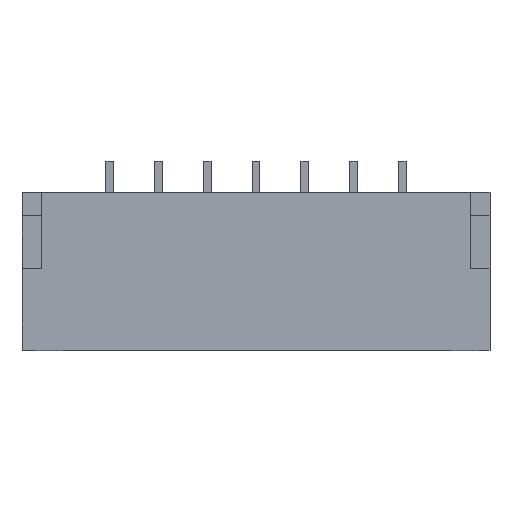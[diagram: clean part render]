
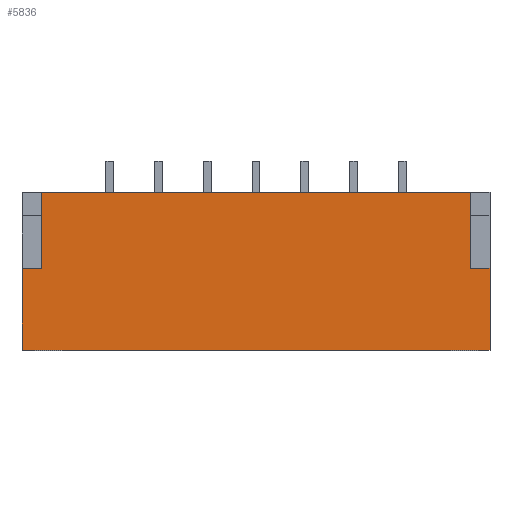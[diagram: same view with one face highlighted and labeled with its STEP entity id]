
A CAD part, top view. The second image highlights one B-rep face of the part: STEP entity #5836.
In plain terms, the highlighted planar face has unit normal (0, 0, 1).
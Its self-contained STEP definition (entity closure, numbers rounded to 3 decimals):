
#974 = PLANE('',#975);
#975 = AXIS2_PLACEMENT_3D('',#976,#977,#978);
#976 = CARTESIAN_POINT('',(-6.,-2.75,0.1));
#977 = DIRECTION('',(1.,0.,0.));
#978 = DIRECTION('',(0.,0.,1.));
#1002 = PLANE('',#1003);
#1003 = AXIS2_PLACEMENT_3D('',#1004,#1005,#1006);
#1004 = CARTESIAN_POINT('',(6.,1.3,4.35));
#1005 = DIRECTION('',(0.,-1.,0.));
#1006 = DIRECTION('',(1.,0.,0.));
#1030 = PLANE('',#1031);
#1031 = AXIS2_PLACEMENT_3D('',#1032,#1033,#1034);
#1032 = CARTESIAN_POINT('',(6.,-2.75,0.1));
#1033 = DIRECTION('',(-1.,0.,0.));
#1034 = DIRECTION('',(0.,-1.,0.));
#1608 = VERTEX_POINT('',#1609);
#1609 = CARTESIAN_POINT('',(-6.,-2.75,4.35));
#1623 = PLANE('',#1624);
#1624 = AXIS2_PLACEMENT_3D('',#1625,#1626,#1627);
#1625 = CARTESIAN_POINT('',(6.,-2.75,4.35));
#1626 = DIRECTION('',(0.,-1.,0.));
#1627 = DIRECTION('',(1.,0.,0.));
#1635 = EDGE_CURVE('',#1608,#1636,#1638,.T.);
#1636 = VERTEX_POINT('',#1637);
#1637 = CARTESIAN_POINT('',(-6.,-0.65,4.35));
#1638 = SURFACE_CURVE('',#1639,(#1643,#1650),.PCURVE_S1.);
#1639 = LINE('',#1640,#1641);
#1640 = CARTESIAN_POINT('',(-6.,-2.75,4.35));
#1641 = VECTOR('',#1642,1.);
#1642 = DIRECTION('',(0.,1.,0.));
#1643 = PCURVE('',#974,#1644);
#1644 = DEFINITIONAL_REPRESENTATION('',(#1645),#1649);
#1645 = LINE('',#1646,#1647);
#1646 = CARTESIAN_POINT('',(4.25,0.));
#1647 = VECTOR('',#1648,1.);
#1648 = DIRECTION('',(0.,-1.));
#1649 = ( GEOMETRIC_REPRESENTATION_CONTEXT(2) 
PARAMETRIC_REPRESENTATION_CONTEXT() REPRESENTATION_CONTEXT('2D SPACE',''
  ) );
#1650 = PCURVE('',#1651,#1656);
#1651 = PLANE('',#1652);
#1652 = AXIS2_PLACEMENT_3D('',#1653,#1654,#1655);
#1653 = CARTESIAN_POINT('',(6.,-2.75,4.35));
#1654 = DIRECTION('',(0.,0.,-1.));
#1655 = DIRECTION('',(0.,1.,0.));
#1656 = DEFINITIONAL_REPRESENTATION('',(#1657),#1661);
#1657 = LINE('',#1658,#1659);
#1658 = CARTESIAN_POINT('',(0.,-12.));
#1659 = VECTOR('',#1660,1.);
#1660 = DIRECTION('',(1.,0.));
#1661 = ( GEOMETRIC_REPRESENTATION_CONTEXT(2) 
PARAMETRIC_REPRESENTATION_CONTEXT() REPRESENTATION_CONTEXT('2D SPACE',''
  ) );
#1679 = PLANE('',#1680);
#1680 = AXIS2_PLACEMENT_3D('',#1681,#1682,#1683);
#1681 = CARTESIAN_POINT('',(-5.5,-0.65,4.35));
#1682 = DIRECTION('',(0.,1.,0.));
#1683 = DIRECTION('',(-1.,0.,0.));
#2258 = VERTEX_POINT('',#2259);
#2259 = CARTESIAN_POINT('',(6.,-0.65,4.35));
#2273 = PLANE('',#2274);
#2274 = AXIS2_PLACEMENT_3D('',#2275,#2276,#2277);
#2275 = CARTESIAN_POINT('',(5.5,-0.65,4.35));
#2276 = DIRECTION('',(0.,-1.,0.));
#2277 = DIRECTION('',(1.,0.,0.));
#2285 = EDGE_CURVE('',#2286,#2258,#2288,.T.);
#2286 = VERTEX_POINT('',#2287);
#2287 = CARTESIAN_POINT('',(6.,-2.75,4.35));
#2288 = SURFACE_CURVE('',#2289,(#2293,#2300),.PCURVE_S1.);
#2289 = LINE('',#2290,#2291);
#2290 = CARTESIAN_POINT('',(6.,-2.75,4.35));
#2291 = VECTOR('',#2292,1.);
#2292 = DIRECTION('',(0.,1.,0.));
#2293 = PCURVE('',#1030,#2294);
#2294 = DEFINITIONAL_REPRESENTATION('',(#2295),#2299);
#2295 = LINE('',#2296,#2297);
#2296 = CARTESIAN_POINT('',(0.,4.25));
#2297 = VECTOR('',#2298,1.);
#2298 = DIRECTION('',(-1.,0.));
#2299 = ( GEOMETRIC_REPRESENTATION_CONTEXT(2) 
PARAMETRIC_REPRESENTATION_CONTEXT() REPRESENTATION_CONTEXT('2D SPACE',''
  ) );
#2300 = PCURVE('',#1651,#2301);
#2301 = DEFINITIONAL_REPRESENTATION('',(#2302),#2306);
#2302 = LINE('',#2303,#2304);
#2303 = CARTESIAN_POINT('',(0.,0.));
#2304 = VECTOR('',#2305,1.);
#2305 = DIRECTION('',(1.,0.));
#2306 = ( GEOMETRIC_REPRESENTATION_CONTEXT(2) 
PARAMETRIC_REPRESENTATION_CONTEXT() REPRESENTATION_CONTEXT('2D SPACE',''
  ) );
#2661 = VERTEX_POINT('',#2662);
#2662 = CARTESIAN_POINT('',(-5.5,1.3,4.35));
#2676 = PLANE('',#2677);
#2677 = AXIS2_PLACEMENT_3D('',#2678,#2679,#2680);
#2678 = CARTESIAN_POINT('',(-5.5,-0.65,4.35));
#2679 = DIRECTION('',(-1.,0.,0.));
#2680 = DIRECTION('',(0.,1.,0.));
#2688 = EDGE_CURVE('',#2689,#2661,#2691,.T.);
#2689 = VERTEX_POINT('',#2690);
#2690 = CARTESIAN_POINT('',(5.5,1.3,4.35));
#2691 = SURFACE_CURVE('',#2692,(#2696,#2703),.PCURVE_S1.);
#2692 = LINE('',#2693,#2694);
#2693 = CARTESIAN_POINT('',(6.,1.3,4.35));
#2694 = VECTOR('',#2695,1.);
#2695 = DIRECTION('',(-1.,0.,0.));
#2696 = PCURVE('',#1002,#2697);
#2697 = DEFINITIONAL_REPRESENTATION('',(#2698),#2702);
#2698 = LINE('',#2699,#2700);
#2699 = CARTESIAN_POINT('',(0.,0.));
#2700 = VECTOR('',#2701,1.);
#2701 = DIRECTION('',(-1.,0.));
#2702 = ( GEOMETRIC_REPRESENTATION_CONTEXT(2) 
PARAMETRIC_REPRESENTATION_CONTEXT() REPRESENTATION_CONTEXT('2D SPACE',''
  ) );
#2703 = PCURVE('',#1651,#2704);
#2704 = DEFINITIONAL_REPRESENTATION('',(#2705),#2709);
#2705 = LINE('',#2706,#2707);
#2706 = CARTESIAN_POINT('',(4.05,0.));
#2707 = VECTOR('',#2708,1.);
#2708 = DIRECTION('',(0.,-1.));
#2709 = ( GEOMETRIC_REPRESENTATION_CONTEXT(2) 
PARAMETRIC_REPRESENTATION_CONTEXT() REPRESENTATION_CONTEXT('2D SPACE',''
  ) );
#2727 = PLANE('',#2728);
#2728 = AXIS2_PLACEMENT_3D('',#2729,#2730,#2731);
#2729 = CARTESIAN_POINT('',(5.5,-0.65,4.35));
#2730 = DIRECTION('',(1.,0.,0.));
#2731 = DIRECTION('',(0.,1.,0.));
#5048 = EDGE_CURVE('',#5049,#1636,#5051,.T.);
#5049 = VERTEX_POINT('',#5050);
#5050 = CARTESIAN_POINT('',(-5.5,-0.65,4.35));
#5051 = SURFACE_CURVE('',#5052,(#5056,#5063),.PCURVE_S1.);
#5052 = LINE('',#5053,#5054);
#5053 = CARTESIAN_POINT('',(-5.5,-0.65,4.35));
#5054 = VECTOR('',#5055,1.);
#5055 = DIRECTION('',(-1.,0.,0.));
#5056 = PCURVE('',#1679,#5057);
#5057 = DEFINITIONAL_REPRESENTATION('',(#5058),#5062);
#5058 = LINE('',#5059,#5060);
#5059 = CARTESIAN_POINT('',(0.,0.));
#5060 = VECTOR('',#5061,1.);
#5061 = DIRECTION('',(1.,0.));
#5062 = ( GEOMETRIC_REPRESENTATION_CONTEXT(2) 
PARAMETRIC_REPRESENTATION_CONTEXT() REPRESENTATION_CONTEXT('2D SPACE',''
  ) );
#5063 = PCURVE('',#1651,#5064);
#5064 = DEFINITIONAL_REPRESENTATION('',(#5065),#5069);
#5065 = LINE('',#5066,#5067);
#5066 = CARTESIAN_POINT('',(2.1,-11.5));
#5067 = VECTOR('',#5068,1.);
#5068 = DIRECTION('',(0.,-1.));
#5069 = ( GEOMETRIC_REPRESENTATION_CONTEXT(2) 
PARAMETRIC_REPRESENTATION_CONTEXT() REPRESENTATION_CONTEXT('2D SPACE',''
  ) );
#5349 = EDGE_CURVE('',#2286,#1608,#5350,.T.);
#5350 = SURFACE_CURVE('',#5351,(#5355,#5362),.PCURVE_S1.);
#5351 = LINE('',#5352,#5353);
#5352 = CARTESIAN_POINT('',(6.,-2.75,4.35));
#5353 = VECTOR('',#5354,1.);
#5354 = DIRECTION('',(-1.,0.,0.));
#5355 = PCURVE('',#1623,#5356);
#5356 = DEFINITIONAL_REPRESENTATION('',(#5357),#5361);
#5357 = LINE('',#5358,#5359);
#5358 = CARTESIAN_POINT('',(0.,0.));
#5359 = VECTOR('',#5360,1.);
#5360 = DIRECTION('',(-1.,0.));
#5361 = ( GEOMETRIC_REPRESENTATION_CONTEXT(2) 
PARAMETRIC_REPRESENTATION_CONTEXT() REPRESENTATION_CONTEXT('2D SPACE',''
  ) );
#5362 = PCURVE('',#1651,#5363);
#5363 = DEFINITIONAL_REPRESENTATION('',(#5364),#5368);
#5364 = LINE('',#5365,#5366);
#5365 = CARTESIAN_POINT('',(0.,0.));
#5366 = VECTOR('',#5367,1.);
#5367 = DIRECTION('',(0.,-1.));
#5368 = ( GEOMETRIC_REPRESENTATION_CONTEXT(2) 
PARAMETRIC_REPRESENTATION_CONTEXT() REPRESENTATION_CONTEXT('2D SPACE',''
  ) );
#5836 = ADVANCED_FACE('',(#5837),#1651,.F.);
#5837 = FACE_BOUND('',#5838,.T.);
#5838 = EDGE_LOOP('',(#5839,#5840,#5841,#5842,#5843,#5866,#5887,#5888));
#5839 = ORIENTED_EDGE('',*,*,#5048,.T.);
#5840 = ORIENTED_EDGE('',*,*,#1635,.F.);
#5841 = ORIENTED_EDGE('',*,*,#5349,.F.);
#5842 = ORIENTED_EDGE('',*,*,#2285,.T.);
#5843 = ORIENTED_EDGE('',*,*,#5844,.F.);
#5844 = EDGE_CURVE('',#5845,#2258,#5847,.T.);
#5845 = VERTEX_POINT('',#5846);
#5846 = CARTESIAN_POINT('',(5.5,-0.65,4.35));
#5847 = SURFACE_CURVE('',#5848,(#5852,#5859),.PCURVE_S1.);
#5848 = LINE('',#5849,#5850);
#5849 = CARTESIAN_POINT('',(5.5,-0.65,4.35));
#5850 = VECTOR('',#5851,1.);
#5851 = DIRECTION('',(1.,0.,0.));
#5852 = PCURVE('',#1651,#5853);
#5853 = DEFINITIONAL_REPRESENTATION('',(#5854),#5858);
#5854 = LINE('',#5855,#5856);
#5855 = CARTESIAN_POINT('',(2.1,-0.5));
#5856 = VECTOR('',#5857,1.);
#5857 = DIRECTION('',(0.,1.));
#5858 = ( GEOMETRIC_REPRESENTATION_CONTEXT(2) 
PARAMETRIC_REPRESENTATION_CONTEXT() REPRESENTATION_CONTEXT('2D SPACE',''
  ) );
#5859 = PCURVE('',#2273,#5860);
#5860 = DEFINITIONAL_REPRESENTATION('',(#5861),#5865);
#5861 = LINE('',#5862,#5863);
#5862 = CARTESIAN_POINT('',(0.,0.));
#5863 = VECTOR('',#5864,1.);
#5864 = DIRECTION('',(1.,0.));
#5865 = ( GEOMETRIC_REPRESENTATION_CONTEXT(2) 
PARAMETRIC_REPRESENTATION_CONTEXT() REPRESENTATION_CONTEXT('2D SPACE',''
  ) );
#5866 = ORIENTED_EDGE('',*,*,#5867,.F.);
#5867 = EDGE_CURVE('',#2689,#5845,#5868,.T.);
#5868 = SURFACE_CURVE('',#5869,(#5873,#5880),.PCURVE_S1.);
#5869 = LINE('',#5870,#5871);
#5870 = CARTESIAN_POINT('',(5.5,1.3,4.35));
#5871 = VECTOR('',#5872,1.);
#5872 = DIRECTION('',(0.,-1.,0.));
#5873 = PCURVE('',#1651,#5874);
#5874 = DEFINITIONAL_REPRESENTATION('',(#5875),#5879);
#5875 = LINE('',#5876,#5877);
#5876 = CARTESIAN_POINT('',(4.05,-0.5));
#5877 = VECTOR('',#5878,1.);
#5878 = DIRECTION('',(-1.,0.));
#5879 = ( GEOMETRIC_REPRESENTATION_CONTEXT(2) 
PARAMETRIC_REPRESENTATION_CONTEXT() REPRESENTATION_CONTEXT('2D SPACE',''
  ) );
#5880 = PCURVE('',#2727,#5881);
#5881 = DEFINITIONAL_REPRESENTATION('',(#5882),#5886);
#5882 = LINE('',#5883,#5884);
#5883 = CARTESIAN_POINT('',(1.95,0.));
#5884 = VECTOR('',#5885,1.);
#5885 = DIRECTION('',(-1.,0.));
#5886 = ( GEOMETRIC_REPRESENTATION_CONTEXT(2) 
PARAMETRIC_REPRESENTATION_CONTEXT() REPRESENTATION_CONTEXT('2D SPACE',''
  ) );
#5887 = ORIENTED_EDGE('',*,*,#2688,.T.);
#5888 = ORIENTED_EDGE('',*,*,#5889,.T.);
#5889 = EDGE_CURVE('',#2661,#5049,#5890,.T.);
#5890 = SURFACE_CURVE('',#5891,(#5895,#5902),.PCURVE_S1.);
#5891 = LINE('',#5892,#5893);
#5892 = CARTESIAN_POINT('',(-5.5,1.3,4.35));
#5893 = VECTOR('',#5894,1.);
#5894 = DIRECTION('',(0.,-1.,0.));
#5895 = PCURVE('',#1651,#5896);
#5896 = DEFINITIONAL_REPRESENTATION('',(#5897),#5901);
#5897 = LINE('',#5898,#5899);
#5898 = CARTESIAN_POINT('',(4.05,-11.5));
#5899 = VECTOR('',#5900,1.);
#5900 = DIRECTION('',(-1.,0.));
#5901 = ( GEOMETRIC_REPRESENTATION_CONTEXT(2) 
PARAMETRIC_REPRESENTATION_CONTEXT() REPRESENTATION_CONTEXT('2D SPACE',''
  ) );
#5902 = PCURVE('',#2676,#5903);
#5903 = DEFINITIONAL_REPRESENTATION('',(#5904),#5908);
#5904 = LINE('',#5905,#5906);
#5905 = CARTESIAN_POINT('',(1.95,0.));
#5906 = VECTOR('',#5907,1.);
#5907 = DIRECTION('',(-1.,0.));
#5908 = ( GEOMETRIC_REPRESENTATION_CONTEXT(2) 
PARAMETRIC_REPRESENTATION_CONTEXT() REPRESENTATION_CONTEXT('2D SPACE',''
  ) );
